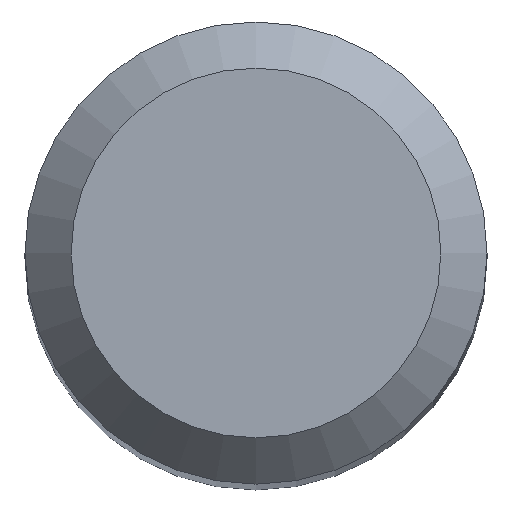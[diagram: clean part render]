
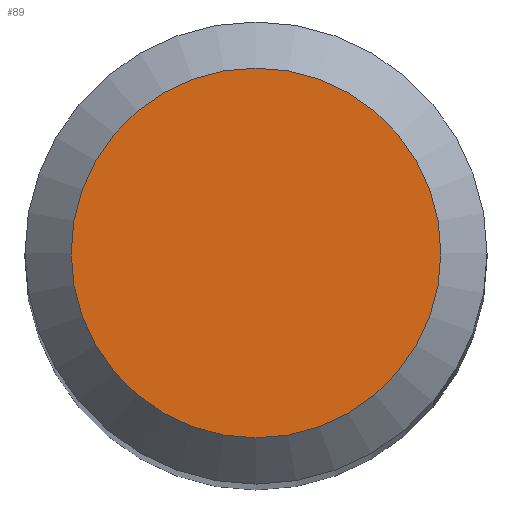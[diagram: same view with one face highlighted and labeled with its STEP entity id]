
A CAD part, top view. The second image highlights one B-rep face of the part: STEP entity #89.
In plain terms, the highlighted planar face has unit normal (0, 0, 1).
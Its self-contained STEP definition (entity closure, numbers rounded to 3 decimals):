
#13 = CARTESIAN_POINT ( 'NONE',  ( 0., 0., 38. ) ) ;
#34 = DIRECTION ( 'NONE',  ( 0., 1., 0. ) ) ;
#47 = PLANE ( 'NONE',  #125 ) ;
#49 = VERTEX_POINT ( 'NONE', #83 ) ;
#68 = DIRECTION ( 'NONE',  ( 0., 0., -1. ) ) ;
#70 = EDGE_CURVE ( 'NONE', #49, #49, #117, .T. ) ;
#83 = CARTESIAN_POINT ( 'NONE',  ( 0., 1.2, 38. ) ) ;
#86 = DIRECTION ( 'NONE',  ( 0., 0., -1. ) ) ;
#89 = ADVANCED_FACE ( 'NONE', ( #201 ), #47, .F. ) ;
#115 = EDGE_LOOP ( 'NONE', ( #196 ) ) ;
#117 = CIRCLE ( 'NONE', #143, 1.2 ) ;
#119 = DIRECTION ( 'NONE',  ( 0., 1., 0. ) ) ;
#125 = AXIS2_PLACEMENT_3D ( 'NONE', #153, #68, #34 ) ;
#143 = AXIS2_PLACEMENT_3D ( 'NONE', #13, #86, #119 ) ;
#153 = CARTESIAN_POINT ( 'NONE',  ( 0., 0., 38. ) ) ;
#196 = ORIENTED_EDGE ( 'NONE', *, *, #70, .F. ) ;
#201 = FACE_OUTER_BOUND ( 'NONE', #115, .T. ) ;
